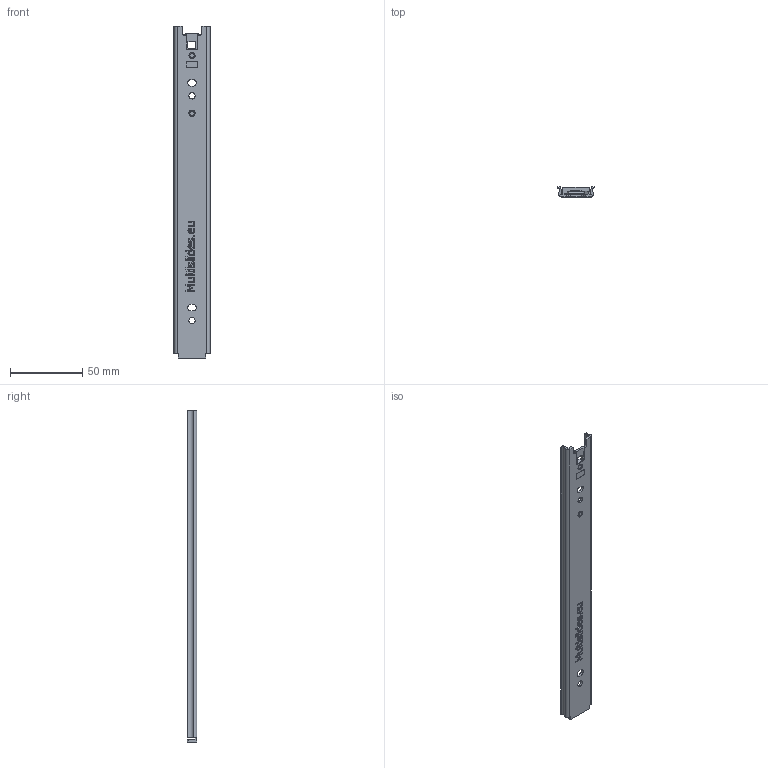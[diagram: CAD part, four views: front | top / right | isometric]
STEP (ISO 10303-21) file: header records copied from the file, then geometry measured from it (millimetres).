
FILE_DESCRIPTION (( 'STEP AP203' ), '1' );
FILE_NAME ('Schiene schmall 250 Touch kpl..step', '2017-06-22T15:56:53', ( '' ), ( '' ), 'SwSTEP 2.0', 'SolidWorks 2016', '' );
FILE_SCHEMA (( 'CONFIG_CONTROL_DESIGN' ));
Length unit declared in the file: millimetre
Products named in the file (5): Niete Touch_Standard; Schiene schmall 250 Touch kpl.; Sicherung Touch_Standard; Einh?ng?se Touch_Standard; Schiene schmall 250 Touch_Standard
Assembly tree (5 placements, depth 2):
  Schiene schmall 250 Touch kpl.
    Schiene schmall 250 Touch_Standard
    Einh?ng?se Touch_Standard
    Sicherung Touch_Standard
    Niete Touch_Standard  x2
Bounding box: 25 x 6.86 x 230.5 mm (x, y, z)
Surface area: 20778.2 mm2 (no closed solid volume)
Topology: 0 solids, 6 shells, 418 faces, 1132 edges, 749 vertices
Faces by surface type: plane 225, bspline 96, cylinder 95, cone 2
Entity records: 14285 total; most frequent: CARTESIAN_POINT 3816, ORIENTED_EDGE 2232, DIRECTION 1761, EDGE_CURVE 1116, VERTEX_POINT 739, VECTOR 733, LINE 733, AXIS2_PLACEMENT_3D 514
